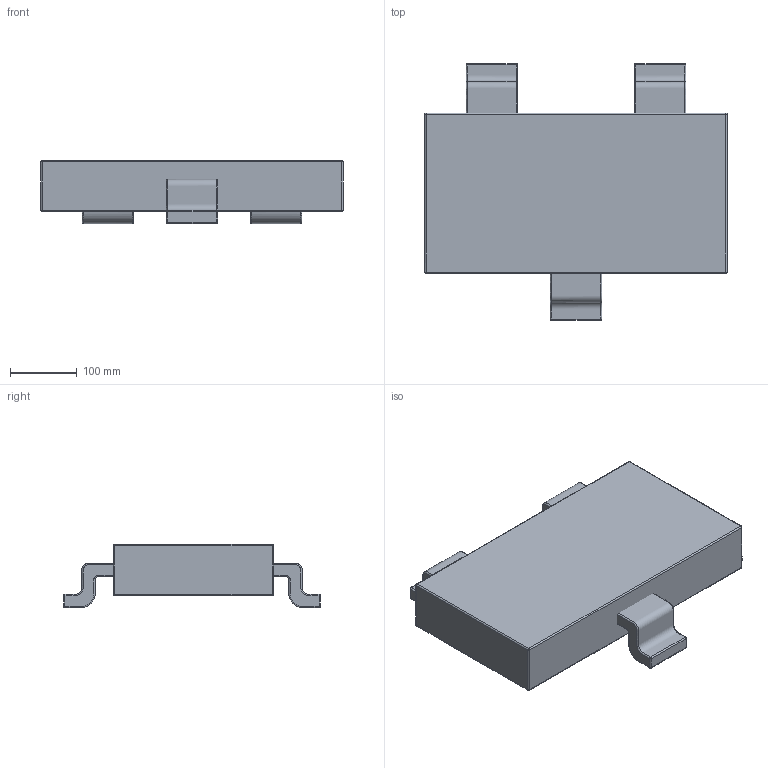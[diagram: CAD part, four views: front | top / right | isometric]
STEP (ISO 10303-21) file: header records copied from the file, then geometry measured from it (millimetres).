
FILE_DESCRIPTION(/* description */ (''),/* implementation_level */ '2;1');
FILE_NAME(/* name */ 'SOT-23',/* time_stamp */ '2019-10-29T10:38:06+08:00',/* author */ (''),/* organization */ (''),/* preprocessor_version */ 'ST-DEVELOPER v10',/* originating_system */ '',/* authorisation */ '');
FILE_SCHEMA (('CONFIG_CONTROL_DESIGN'));
Length unit declared in the file: centimetre
Products named in the file (1): 1
Bounding box: 454.38 x 386.01 x 94.88 mm (x, y, z)
Volume: 9034680.1 mm3; surface area: 404143.7 mm2
Topology: 4 solids, 4 shells, 113 faces, 216 edges, 111 vertices
Faces by surface type: bspline 113
Entity records: 4299 total; most frequent: CARTESIAN_POINT 3084, ORIENTED_EDGE 426, EDGE_CURVE 213, ADVANCED_FACE 113, FACE_OUTER_BOUND 113, EDGE_LOOP 113, VERTEX_POINT 108, B_SPLINE_SURFACE_WITH_KNOTS 21
